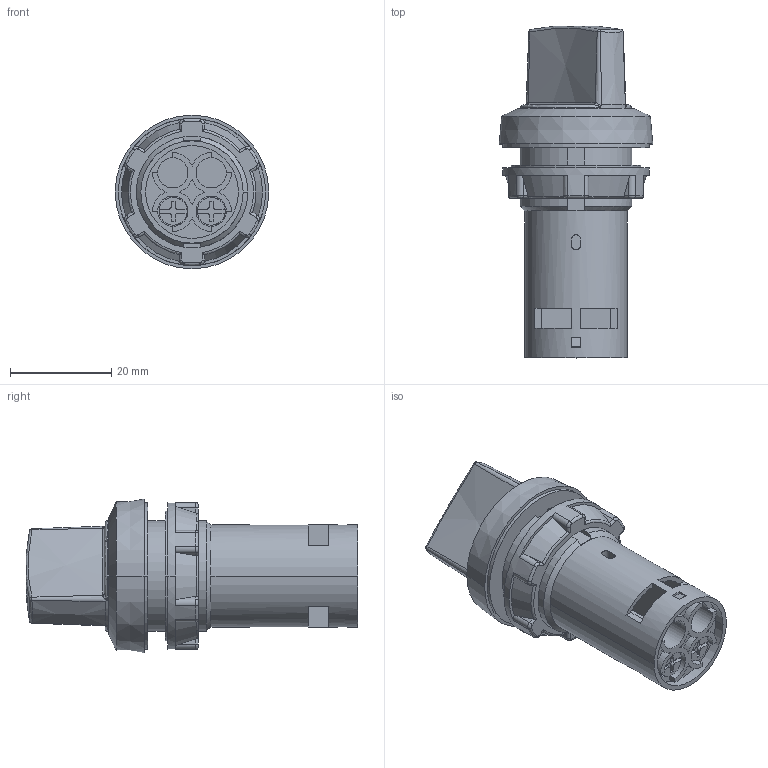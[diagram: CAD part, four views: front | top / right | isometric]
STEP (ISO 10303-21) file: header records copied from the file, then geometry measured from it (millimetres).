
FILE_DESCRIPTION((''),'2;1');
FILE_NAME('1','2024-10-29T',('Administrator'),('zyb.com'),'PRO/ENGINEER BY PARAMETRIC TECHNOLOGY CORPORATION, 2010280','PRO/ENGINEER BY PARAMETRIC TECHNOLOGY CORPORATION, 2010280','');
FILE_SCHEMA(('CONFIG_CONTROL_DESIGN'));
Length unit declared in the file: millimetre
Products named in the file (1): 1
Bounding box: 30.3 x 65.49 x 30.3 mm (x, y, z)
Volume: 19546.8 mm3; surface area: 9003.6 mm2
Topology: 3 solids, 3 shells, 302 faces, 774 edges, 489 vertices
Faces by surface type: plane 133, cylinder 100, torus 29, cone 21, bspline 15, sphere 4
Entity records: 10290 total; most frequent: CARTESIAN_POINT 2896, DIRECTION 1563, ORIENTED_EDGE 1548, EDGE_CURVE 774, AXIS2_PLACEMENT_3D 606, VERTEX_POINT 489, VECTOR 351, LINE 351
